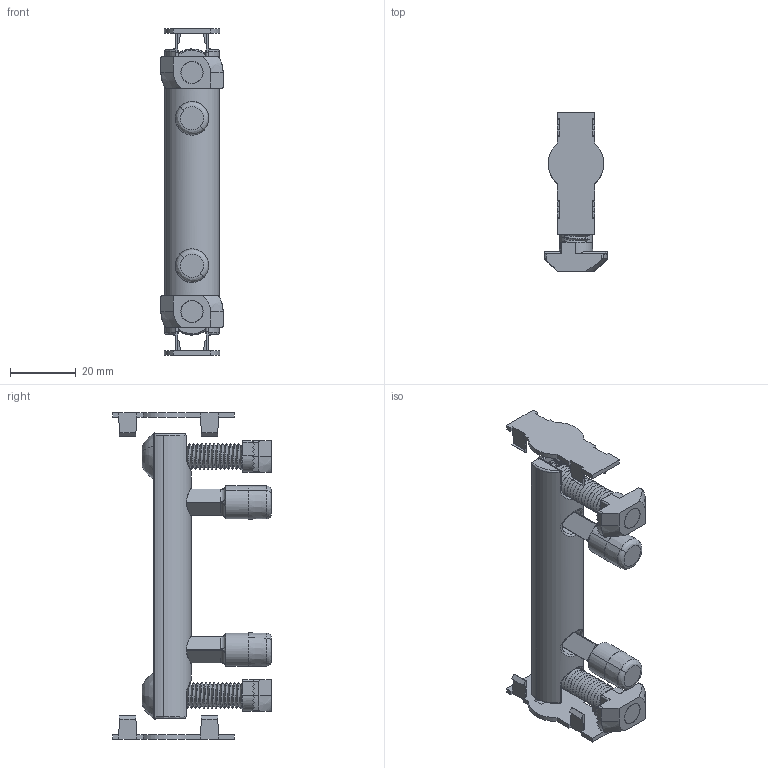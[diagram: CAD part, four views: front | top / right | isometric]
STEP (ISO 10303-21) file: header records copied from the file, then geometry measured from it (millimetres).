
FILE_DESCRIPTION (( 'STEP AP203' ), '1' );
FILE_NAME ('084.307.032.STEP', '2013-01-25T12:30:25', ( 'Alusic' ), ( 'Alusic' ), 'SwSTEP 2.0', 'SolidWorks 2011', '' );
FILE_SCHEMA (( 'CONFIG_CONTROL_DESIGN' ));
Length unit declared in the file: millimetre
Products named in the file (1): 084.307.032
Bounding box: 19 x 48.5 x 99.8 mm (x, y, z)
Volume: 21017.6 mm3; surface area: 14888.2 mm2
Topology: 9 solids, 9 shells, 606 faces, 1581 edges, 985 vertices
Faces by surface type: plane 311, cylinder 181, bspline 94, cone 20
Entity records: 28986 total; most frequent: CARTESIAN_POINT 15385, ORIENTED_EDGE 3130, DIRECTION 2468, EDGE_CURVE 1565, VERTEX_POINT 985, VECTOR 942, LINE 942, AXIS2_PLACEMENT_3D 763
